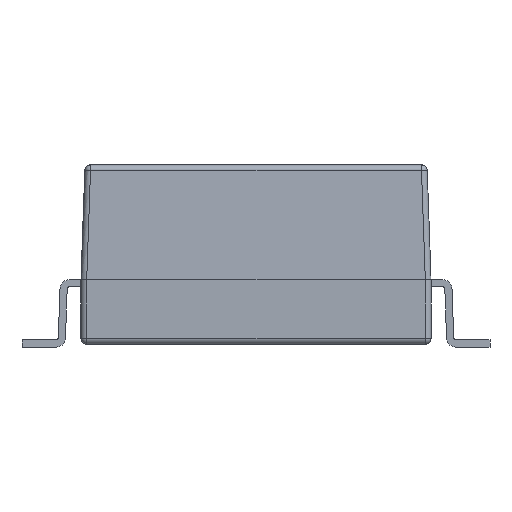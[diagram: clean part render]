
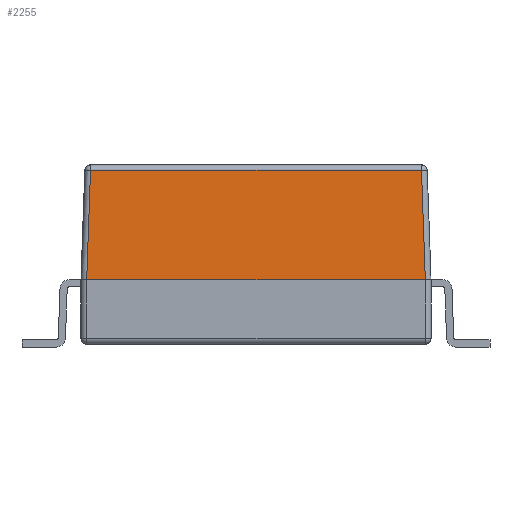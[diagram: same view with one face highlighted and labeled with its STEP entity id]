
A CAD part, left-side view. The second image highlights one B-rep face of the part: STEP entity #2255.
In plain terms, the highlighted planar face has unit normal (-0.999, 0, 0.035).
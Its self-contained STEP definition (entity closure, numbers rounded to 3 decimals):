
#2255 = ADVANCED_FACE( '', ( #4980 ), #4981, .T. );
#4980 = FACE_OUTER_BOUND( '', #8644, .T. );
#4981 = PLANE( '', #8645 );
#8644 = EDGE_LOOP( '', ( #12560, #12561, #12562, #12563, #12564, #12565 ) );
#8645 = AXIS2_PLACEMENT_3D( '', #12566, #12567, #12568 );
#12560 = ORIENTED_EDGE( '', *, *, #23946, .T. );
#12561 = ORIENTED_EDGE( '', *, *, #23947, .T. );
#12562 = ORIENTED_EDGE( '', *, *, #23948, .T. );
#12563 = ORIENTED_EDGE( '', *, *, #23949, .T. );
#12564 = ORIENTED_EDGE( '', *, *, #23950, .T. );
#12565 = ORIENTED_EDGE( '', *, *, #23951, .T. );
#12566 = CARTESIAN_POINT( '', ( -9.15, 0., 0. ) );
#12567 = DIRECTION( '', ( -0.999, 0., 0.035 ) );
#12568 = DIRECTION( '', ( 0.035, 0., 0.999 ) );
#23946 = EDGE_CURVE( '', #28589, #28590, #28591, .F. );
#23947 = EDGE_CURVE( '', #28590, #28592, #28593, .T. );
#23948 = EDGE_CURVE( '', #28592, #28594, #28595, .F. );
#23949 = EDGE_CURVE( '', #28594, #28596, #28597, .F. );
#23950 = EDGE_CURVE( '', #28596, #28598, #28599, .F. );
#23951 = EDGE_CURVE( '', #28598, #28589, #28600, .F. );
#28589 = VERTEX_POINT( '', #35375 );
#28590 = VERTEX_POINT( '', #35376 );
#28591 = LINE( '', #35377, #35378 );
#28592 = VERTEX_POINT( '', #35379 );
#28593 = LINE( '', #35380, #35381 );
#28594 = VERTEX_POINT( '', #35382 );
#28595 = LINE( '', #35383, #35384 );
#28596 = VERTEX_POINT( '', #35385 );
#28597 = LINE( '', #35386, #35387 );
#28598 = VERTEX_POINT( '', #35388 );
#28599 = LINE( '', #35389, #35390 );
#28600 = LINE( '', #35391, #35392 );
#35375 = CARTESIAN_POINT( '', ( -9.15, -5.9, 0. ) );
#35376 = CARTESIAN_POINT( '', ( -9.15, -5.9, 0. ) );
#35377 = CARTESIAN_POINT( '', ( -9.15, 0., 0. ) );
#35378 = VECTOR( '', #44674, 1000. );
#35379 = CARTESIAN_POINT( '', ( -9.017, -5.767, 3.807 ) );
#35380 = CARTESIAN_POINT( '', ( -9.143, -5.893, 0.206 ) );
#35381 = VECTOR( '', #44675, 1000. );
#35382 = CARTESIAN_POINT( '', ( -9.017, 5.767, 3.807 ) );
#35383 = CARTESIAN_POINT( '', ( -9.017, 5.96, 3.807 ) );
#35384 = VECTOR( '', #44676, 1000. );
#35385 = CARTESIAN_POINT( '', ( -9.15, 5.9, 0. ) );
#35386 = CARTESIAN_POINT( '', ( -9.143, 5.893, 0.206 ) );
#35387 = VECTOR( '', #44677, 1000. );
#35388 = CARTESIAN_POINT( '', ( -9.15, 5.9, 0. ) );
#35389 = CARTESIAN_POINT( '', ( -9.15, 0., 0. ) );
#35390 = VECTOR( '', #44678, 1000. );
#35391 = CARTESIAN_POINT( '', ( -9.15, 0., 0. ) );
#35392 = VECTOR( '', #44679, 1000. );
#44674 = DIRECTION( '', ( 0., 1., 0. ) );
#44675 = DIRECTION( '', ( 0.035, 0.035, 0.999 ) );
#44676 = DIRECTION( '', ( 0., -1., 0. ) );
#44677 = DIRECTION( '', ( 0.035, -0.035, 0.999 ) );
#44678 = DIRECTION( '', ( 0., 1., 0. ) );
#44679 = DIRECTION( '', ( 0., 1., 0. ) );
